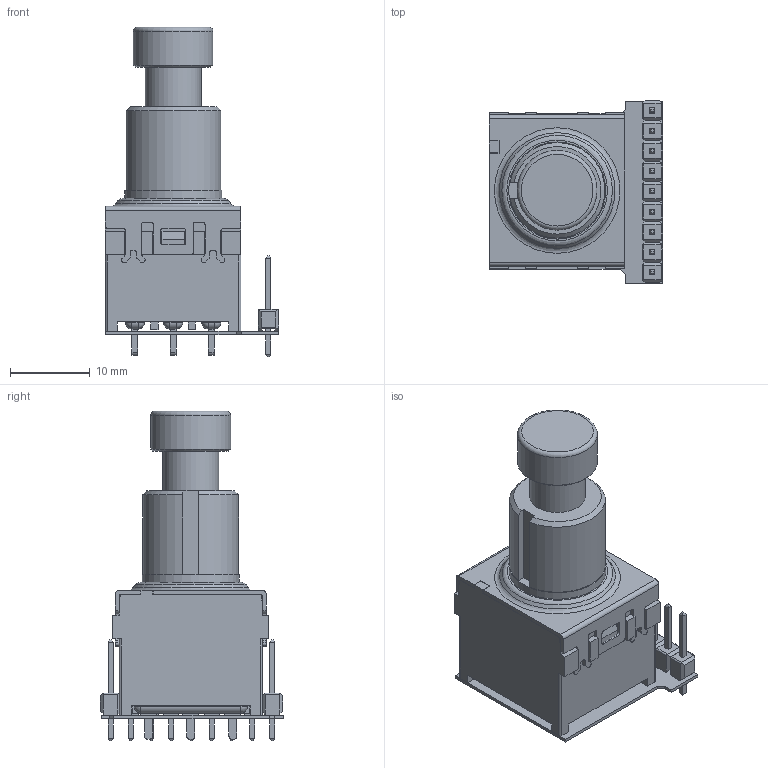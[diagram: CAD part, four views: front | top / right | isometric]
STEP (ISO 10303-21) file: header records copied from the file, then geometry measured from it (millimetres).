
FILE_DESCRIPTION(('Open CASCADE Model'),'2;1');
FILE_NAME('Open CASCADE Shape Model','2023-10-27T00:04:07',('Author'),( 'Open CASCADE'),'Open CASCADE STEP processor 7.5','Open CASCADE 7.5' ,'Unknown');
FILE_SCHEMA(('AUTOMOTIVE_DESIGN { 1 0 10303 214 1 1 1 1 }'));
Length unit declared in the file: millimetre
Products named in the file (10): Open CASCADE STEP translator 7.5 1; Open CASCADE STEP translator 7.5 2; Open CASCADE STEP translator 7.5 3; Open CASCADE STEP translator 7.5 4; Open CASCADE STEP translator 7.5 5; Open CASCADE STEP translator 7.5 6; Open CASCADE STEP translator 7.5 7; Open CASCADE STEP translator 7.5 8; Open CASCADE STEP translator 7.5 9; Open CASCADE STEP translator 7.5 10
Bounding box: 21.73 x 22.99 x 41.39 mm (x, y, z)
Volume: 3341.7 mm3; surface area: 7249.8 mm2
Topology: 18 solids, 27 shells, 787 faces, 2070 edges, 1340 vertices
Faces by surface type: plane 578, cylinder 146, bspline 36, sphere 15, cone 7, torus 5
Full cylindrical faces by diameter (mm): 0.9 x9, 1.2 x9, 7 x3, 9 x2, 10 x1, 11 x1, 11.6 x1, 12.2 x1
Entity records: 24533 total; most frequent: CARTESIAN_POINT 6014, ORIENTED_EDGE 4062, DIRECTION 2998, EDGE_CURVE 2063, VERTEX_POINT 1334, AXIS2_PLACEMENT_3D 1057, LINE 884, VECTOR 884
